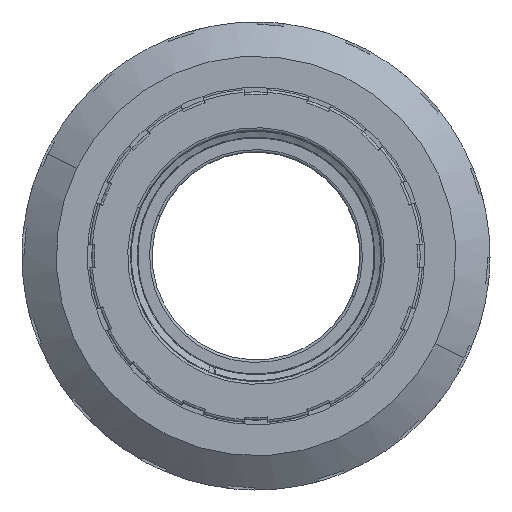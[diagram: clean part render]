
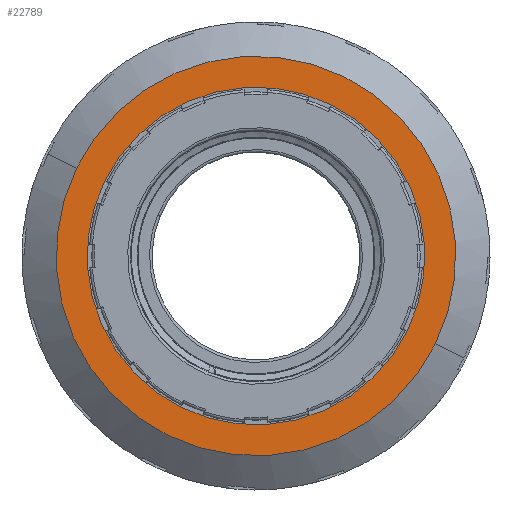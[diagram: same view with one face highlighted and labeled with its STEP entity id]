
A CAD part, left-side view. The second image highlights one B-rep face of the part: STEP entity #22789.
In plain terms, the highlighted planar face has unit normal (-1, 0, 0).
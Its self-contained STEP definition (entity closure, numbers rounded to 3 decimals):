
#517 = CARTESIAN_POINT ( 'NONE',  ( 0., 0., 0. ) ) ;
#518 = DIRECTION ( 'NONE',  ( 1., 0., 0. ) ) ;
#519 = DIRECTION ( 'NONE',  ( 0., 0., -1. ) ) ;
#626 = CARTESIAN_POINT ( 'NONE',  ( 0., 0., 0. ) ) ;
#627 = DIRECTION ( 'NONE',  ( 1., 0., 0. ) ) ;
#628 = DIRECTION ( 'NONE',  ( 0., 0., -1. ) ) ;
#917 = CARTESIAN_POINT ( 'NONE',  ( 0., 0., 0. ) ) ;
#918 = DIRECTION ( 'NONE',  ( 1., 0., 0. ) ) ;
#919 = DIRECTION ( 'NONE',  ( 0., 0., -1. ) ) ;
#5669 = CARTESIAN_POINT ( 'NONE',  ( 0., 32.1, 0. ) ) ;
#5681 = FACE_BOUND ( 'NONE', #16208, .T. ) ;
#5682 = FACE_OUTER_BOUND ( 'NONE', #16196, .T. ) ;
#5683 = PLANE ( 'NONE',  #26072 ) ;
#5685 = DIRECTION ( 'NONE',  ( -1., 0., 0. ) ) ;
#5686 = DIRECTION ( 'NONE',  ( 0., 0., 1. ) ) ;
#16196 = EDGE_LOOP ( 'NONE', ( #21629, #21630 ) ) ;
#16208 = EDGE_LOOP ( 'NONE', ( #21627, #21628 ) ) ;
#16534 = VERTEX_POINT ( 'NONE', #24056 ) ;
#16538 = VERTEX_POINT ( 'NONE', #24058 ) ;
#16568 = VERTEX_POINT ( 'NONE', #24088 ) ;
#16570 = VERTEX_POINT ( 'NONE', #24090 ) ;
#20580 = EDGE_CURVE ( 'NONE', #16534, #16538, #25521, .T. ) ;
#20667 = EDGE_CURVE ( 'NONE', #16568, #16570, #25616, .T. ) ;
#20695 = EDGE_CURVE ( 'NONE', #16570, #16568, #25644, .T. ) ;
#20760 = EDGE_CURVE ( 'NONE', #16538, #16534, #25718, .T. ) ;
#21627 = ORIENTED_EDGE ( 'NONE', *, *, #20760, .T. ) ;
#21628 = ORIENTED_EDGE ( 'NONE', *, *, #20580, .T. ) ;
#21629 = ORIENTED_EDGE ( 'NONE', *, *, #20667, .F. ) ;
#21630 = ORIENTED_EDGE ( 'NONE', *, *, #20695, .F. ) ;
#22789 = ADVANCED_FACE ( 'NONE', ( #5681, #5682 ), #5683, .T. ) ;
#24056 = CARTESIAN_POINT ( 'NONE',  ( 0., 0., 32.1 ) ) ;
#24058 = CARTESIAN_POINT ( 'NONE',  ( 0., 0., -32.1 ) ) ;
#24088 = CARTESIAN_POINT ( 'NONE',  ( 0., 0., -38. ) ) ;
#24090 = CARTESIAN_POINT ( 'NONE',  ( 0., 0., 38. ) ) ;
#25521 = CIRCLE ( 'NONE', #25546, 32.1 ) ;
#25546 = AXIS2_PLACEMENT_3D ( 'NONE', #29557, #29558, #29559 ) ;
#25616 = CIRCLE ( 'NONE', #25624, 38. ) ;
#25624 = AXIS2_PLACEMENT_3D ( 'NONE', #517, #518, #519 ) ;
#25644 = CIRCLE ( 'NONE', #25646, 38. ) ;
#25646 = AXIS2_PLACEMENT_3D ( 'NONE', #626, #627, #628 ) ;
#25718 = CIRCLE ( 'NONE', #25719, 32.1 ) ;
#25719 = AXIS2_PLACEMENT_3D ( 'NONE', #917, #918, #919 ) ;
#26072 = AXIS2_PLACEMENT_3D ( 'NONE', #5669, #5685, #5686 ) ;
#29557 = CARTESIAN_POINT ( 'NONE',  ( 0., 0., 0. ) ) ;
#29558 = DIRECTION ( 'NONE',  ( 1., 0., 0. ) ) ;
#29559 = DIRECTION ( 'NONE',  ( 0., 0., -1. ) ) ;
